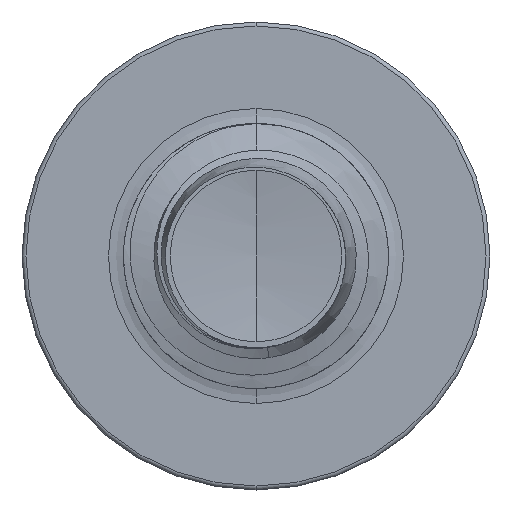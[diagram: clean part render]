
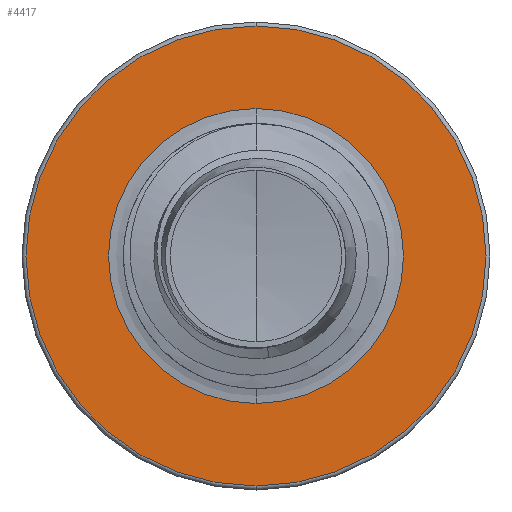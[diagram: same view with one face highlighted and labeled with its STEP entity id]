
A CAD part, front view. The second image highlights one B-rep face of the part: STEP entity #4417.
In plain terms, the highlighted planar face has unit normal (0, -1, 0).
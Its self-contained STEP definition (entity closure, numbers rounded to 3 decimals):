
#194 = DIRECTION ( 'NONE',  ( 0., 0., 1. ) ) ;
#671 = ORIENTED_EDGE ( 'NONE', *, *, #14477, .F. ) ;
#953 = DIRECTION ( 'NONE',  ( 0., 1., 0. ) ) ;
#2509 = VERTEX_POINT ( 'NONE', #23115 ) ;
#3014 = ORIENTED_EDGE ( 'NONE', *, *, #7290, .F. ) ;
#3866 = PLANE ( 'NONE',  #9110 ) ;
#4417 = ADVANCED_FACE ( 'NONE', ( #19094, #5198 ), #3866, .F. ) ;
#4745 = CARTESIAN_POINT ( 'NONE',  ( 0., 8.5, 1.67 ) ) ;
#5198 = FACE_BOUND ( 'NONE', #19228, .T. ) ;
#5231 = ORIENTED_EDGE ( 'NONE', *, *, #14979, .T. ) ;
#6045 = AXIS2_PLACEMENT_3D ( 'NONE', #12051, #953, #13850 ) ;
#7096 = DIRECTION ( 'NONE',  ( 0., 1., 0. ) ) ;
#7290 = EDGE_CURVE ( 'NONE', #15849, #2509, #8944, .T. ) ;
#7909 = DIRECTION ( 'NONE',  ( 0., 1., 0. ) ) ;
#8177 = CARTESIAN_POINT ( 'NONE',  ( 0., 8.5, 0. ) ) ;
#8944 = CIRCLE ( 'NONE', #18929, 2.605 ) ;
#9110 = AXIS2_PLACEMENT_3D ( 'NONE', #20101, #11322, #194 ) ;
#9133 = CARTESIAN_POINT ( 'NONE',  ( 0., 8.5, -1.67 ) ) ;
#10056 = DIRECTION ( 'NONE',  ( 0., 0., 1. ) ) ;
#10435 = AXIS2_PLACEMENT_3D ( 'NONE', #18713, #7909, #20487 ) ;
#11322 = DIRECTION ( 'NONE',  ( 0., 1., 0. ) ) ;
#12051 = CARTESIAN_POINT ( 'NONE',  ( 0., 8.5, 0. ) ) ;
#13344 = AXIS2_PLACEMENT_3D ( 'NONE', #17930, #7096, #19728 ) ;
#13748 = CIRCLE ( 'NONE', #13344, 2.605 ) ;
#13850 = DIRECTION ( 'NONE',  ( 0., 0., 1. ) ) ;
#14349 = CARTESIAN_POINT ( 'NONE',  ( 0., 8.5, 2.605 ) ) ;
#14477 = EDGE_CURVE ( 'NONE', #2509, #15849, #13748, .T. ) ;
#14663 = VERTEX_POINT ( 'NONE', #9133 ) ;
#14943 = EDGE_LOOP ( 'NONE', ( #3014, #671 ) ) ;
#14979 = EDGE_CURVE ( 'NONE', #22100, #14663, #16777, .T. ) ;
#15849 = VERTEX_POINT ( 'NONE', #14349 ) ;
#16777 = CIRCLE ( 'NONE', #10435, 1.67 ) ;
#17930 = CARTESIAN_POINT ( 'NONE',  ( 0., 8.5, 0. ) ) ;
#18713 = CARTESIAN_POINT ( 'NONE',  ( 0., 8.5, 0. ) ) ;
#18929 = AXIS2_PLACEMENT_3D ( 'NONE', #8177, #20739, #10056 ) ;
#19094 = FACE_OUTER_BOUND ( 'NONE', #14943, .T. ) ;
#19228 = EDGE_LOOP ( 'NONE', ( #5231, #20070 ) ) ;
#19728 = DIRECTION ( 'NONE',  ( 0., 0., 1. ) ) ;
#19834 = EDGE_CURVE ( 'NONE', #14663, #22100, #20096, .T. ) ;
#20070 = ORIENTED_EDGE ( 'NONE', *, *, #19834, .T. ) ;
#20096 = CIRCLE ( 'NONE', #6045, 1.67 ) ;
#20101 = CARTESIAN_POINT ( 'NONE',  ( 0., 8.5, -1.67 ) ) ;
#20487 = DIRECTION ( 'NONE',  ( 0., 0., 1. ) ) ;
#20739 = DIRECTION ( 'NONE',  ( 0., 1., 0. ) ) ;
#22100 = VERTEX_POINT ( 'NONE', #4745 ) ;
#23115 = CARTESIAN_POINT ( 'NONE',  ( 0., 8.5, -2.605 ) ) ;
